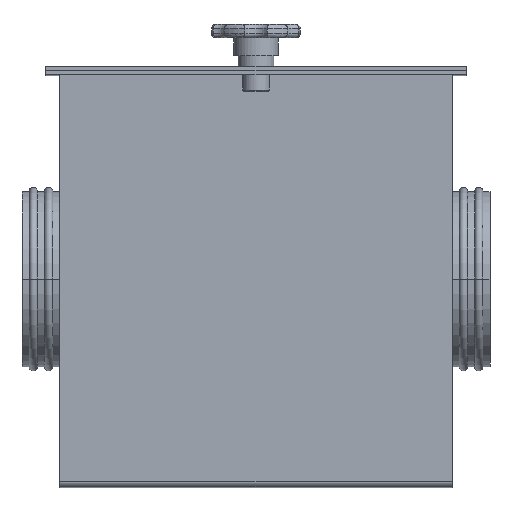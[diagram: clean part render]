
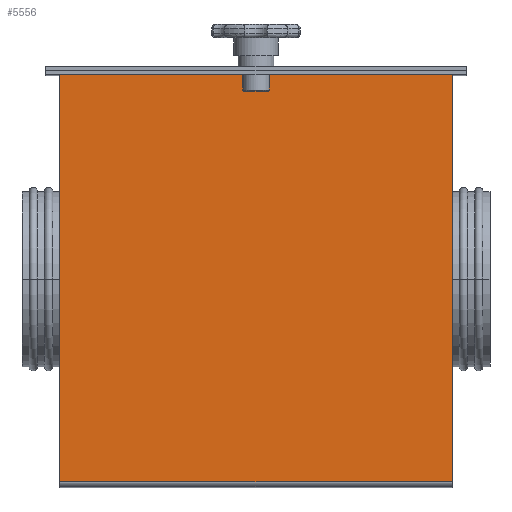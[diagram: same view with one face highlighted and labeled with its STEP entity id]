
A CAD part, top view. The second image highlights one B-rep face of the part: STEP entity #5556.
In plain terms, the highlighted planar face has unit normal (0, 0, 1).
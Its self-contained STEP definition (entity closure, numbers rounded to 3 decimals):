
#3081 = CARTESIAN_POINT ( 'NONE',  ( -140., 294., 300. ) ) ;
#3258 = DIRECTION ( 'NONE',  ( -1., 0., 0. ) ) ;
#3259 = VECTOR ( 'NONE', #3258, 1000. ) ;
#3260 = CARTESIAN_POINT ( 'NONE',  ( -140., 3.737, 300. ) ) ;
#3264 = CARTESIAN_POINT ( 'NONE',  ( 140., 3.737, 300. ) ) ;
#3276 = LINE ( 'NONE', #3260, #3259 ) ;
#3496 = VECTOR ( 'NONE', #3542, 1000. ) ;
#3497 = CARTESIAN_POINT ( 'NONE',  ( 140., 294., 300. ) ) ;
#3498 = LINE ( 'NONE', #3497, #3496 ) ;
#3541 = CARTESIAN_POINT ( 'NONE',  ( 140., 294., 300. ) ) ;
#3542 = DIRECTION ( 'NONE',  ( -1., 0., 0. ) ) ;
#3665 = CARTESIAN_POINT ( 'NONE',  ( -140., 3.737, 300. ) ) ;
#3863 = VECTOR ( 'NONE', #4008, 1000. ) ;
#4008 = DIRECTION ( 'NONE',  ( 0., -1., 0. ) ) ;
#4055 = CARTESIAN_POINT ( 'NONE',  ( -140., 3., 300. ) ) ;
#4059 = LINE ( 'NONE', #4055, #3863 ) ;
#4238 = PLANE ( 'NONE',  #4261 ) ;
#4239 = FACE_OUTER_BOUND ( 'NONE', #5514, .T. ) ;
#4241 = CARTESIAN_POINT ( 'NONE',  ( 140., 3., 300. ) ) ;
#4260 = DIRECTION ( 'NONE',  ( 0., 0., -1. ) ) ;
#4261 = AXIS2_PLACEMENT_3D ( 'NONE', #4241, #4260, #4311 ) ;
#4311 = DIRECTION ( 'NONE',  ( -1., 0., 0. ) ) ;
#4332 = LINE ( 'NONE', #4374, #4373 ) ;
#4372 = DIRECTION ( 'NONE',  ( 0., 1., 0. ) ) ;
#4373 = VECTOR ( 'NONE', #4372, 1000. ) ;
#4374 = CARTESIAN_POINT ( 'NONE',  ( 140., 3., 300. ) ) ;
#4903 = VERTEX_POINT ( 'NONE', #3081 ) ;
#5001 = EDGE_CURVE ( 'NONE', #5012, #5196, #3276, .T. ) ;
#5012 = VERTEX_POINT ( 'NONE', #3264 ) ;
#5124 = EDGE_CURVE ( 'NONE', #5125, #4903, #3498, .T. ) ;
#5125 = VERTEX_POINT ( 'NONE', #3541 ) ;
#5196 = VERTEX_POINT ( 'NONE', #3665 ) ;
#5514 = EDGE_LOOP ( 'NONE', ( #5557, #5520, #5521, #5522 ) ) ;
#5516 = EDGE_CURVE ( 'NONE', #4903, #5196, #4059, .T. ) ;
#5520 = ORIENTED_EDGE ( 'NONE', *, *, #5638, .T. ) ;
#5521 = ORIENTED_EDGE ( 'NONE', *, *, #5124, .T. ) ;
#5522 = ORIENTED_EDGE ( 'NONE', *, *, #5516, .T. ) ;
#5556 = ADVANCED_FACE ( 'NONE', ( #4239 ), #4238, .F. ) ;
#5557 = ORIENTED_EDGE ( 'NONE', *, *, #5001, .F. ) ;
#5638 = EDGE_CURVE ( 'NONE', #5012, #5125, #4332, .T. ) ;
